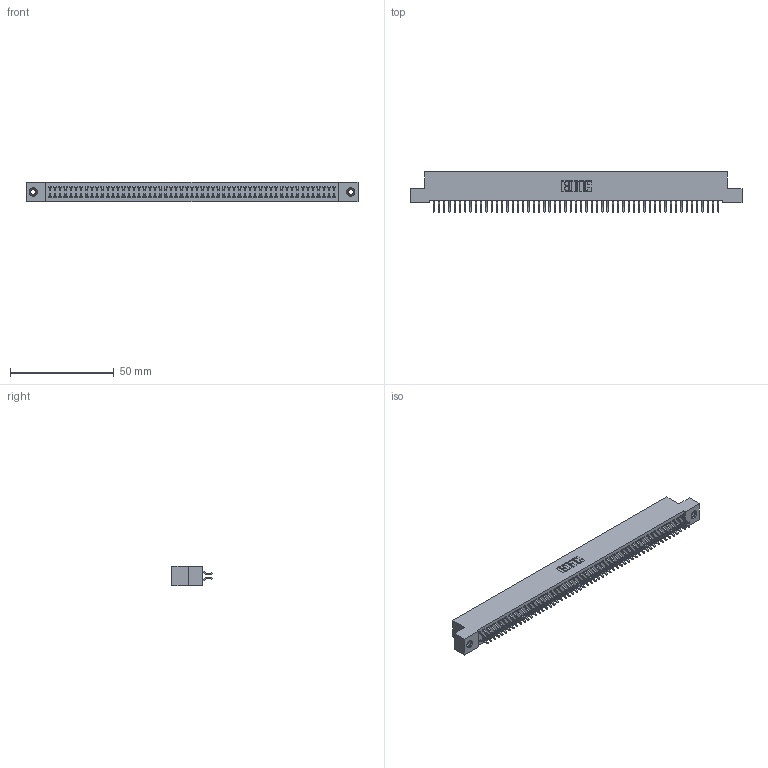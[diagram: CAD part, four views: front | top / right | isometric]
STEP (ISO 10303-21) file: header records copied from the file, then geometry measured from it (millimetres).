
FILE_DESCRIPTION (( 'STEP AP203' ), '1' );
FILE_NAME ('342-110-556-207.STEP', '2019-10-04T20:32:48', ( '' ), ( '' ), 'SwSTEP 2.0', 'SolidWorks 2016', '' );
FILE_SCHEMA (( 'CONFIG_CONTROL_DESIGN' ));
Length unit declared in the file: inch
Products named in the file (4): 342-110-556-207; 342 Part_TI; 345-292-001_556 Tail; 345-250-001_345-250-005-103
Assembly tree (113 placements, depth 2):
  342-110-556-207
    342 Part_TI
    345-292-001_556 Tail  x110
    345-250-001_345-250-005-103  x2
Bounding box: 160.02 x 19.58 x 9.4 mm (x, y, z)
Volume: 14423.8 mm3; surface area: 23717.8 mm2
Topology: 113 solids, 113 shells, 6550 faces, 19465 edges, 12822 vertices
Faces by surface type: plane 4498, cylinder 2036, cone 12, torus 4
Entity records: 34976 total; most frequent: CARTESIAN_POINT 5777, ORIENTED_EDGE 5694, DIRECTION 4933, EDGE_CURVE 2847, LINE 2691, VECTOR 2691, VERTEX_POINT 1892, AXIS2_PLACEMENT_3D 1121
